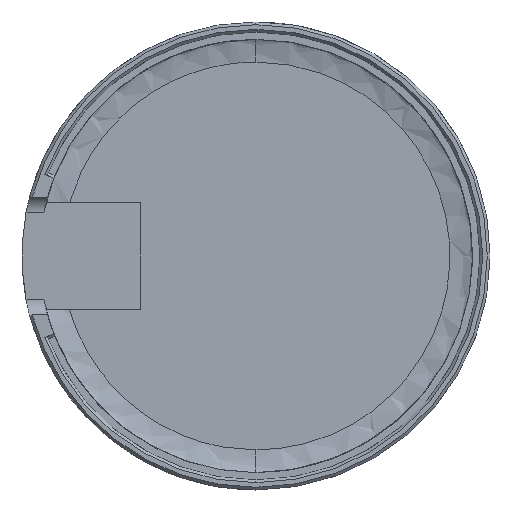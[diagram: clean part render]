
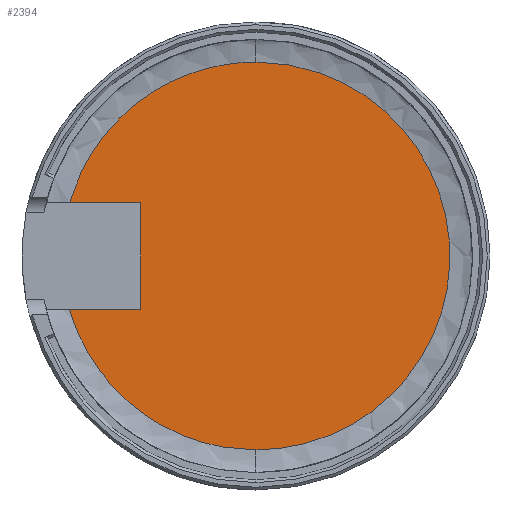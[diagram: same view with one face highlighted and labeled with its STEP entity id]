
A CAD part, front view. The second image highlights one B-rep face of the part: STEP entity #2394.
In plain terms, the highlighted planar face has unit normal (0, -1, 0).
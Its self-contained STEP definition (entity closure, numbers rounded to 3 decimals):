
#31 = CARTESIAN_POINT ( 'NONE',  ( -6.08, -1.3, 13.256 ) ) ;
#36 = LINE ( 'NONE', #1102, #951 ) ;
#95 = EDGE_CURVE ( 'NONE', #477, #2353, #2256, .T. ) ;
#128 = PLANE ( 'NONE',  #967 ) ;
#137 = CARTESIAN_POINT ( 'NONE',  ( 3.795, -1.3, -14.123 ) ) ;
#227 = CARTESIAN_POINT ( 'NONE',  ( -7.479, -1.3, -12.52 ) ) ;
#244 = CARTESIAN_POINT ( 'NONE',  ( -1.56, -1.3, -14.5 ) ) ;
#280 = CARTESIAN_POINT ( 'NONE',  ( -9.971, -1.3, 10.642 ) ) ;
#313 = VERTEX_POINT ( 'NONE', #2176 ) ;
#336 = DIRECTION ( 'NONE',  ( 0., 0., 1. ) ) ;
#344 = CARTESIAN_POINT ( 'NONE',  ( 12.67, -1.3, 7.302 ) ) ;
#363 = VERTEX_POINT ( 'NONE', #2975 ) ;
#398 = CARTESIAN_POINT ( 'NONE',  ( 14.5, -1.3, 1.898 ) ) ;
#477 = VERTEX_POINT ( 'NONE', #1890 ) ;
#482 = EDGE_LOOP ( 'NONE', ( #1493, #2187, #836, #2598, #2486, #1873 ) ) ;
#540 = EDGE_CURVE ( 'NONE', #1143, #477, #1424, .T. ) ;
#608 = CARTESIAN_POINT ( 'NONE',  ( 7.302, -1.3, -12.67 ) ) ;
#719 = VECTOR ( 'NONE', #826, 1000. ) ;
#826 = DIRECTION ( 'NONE',  ( 0., 0., 1. ) ) ;
#836 = ORIENTED_EDGE ( 'NONE', *, *, #999, .F. ) ;
#869 = CARTESIAN_POINT ( 'NONE',  ( 11.595, -1.3, 8.911 ) ) ;
#904 = CARTESIAN_POINT ( 'NONE',  ( 0., -1.3, -14.5 ) ) ;
#951 = VECTOR ( 'NONE', #1638, 1000. ) ;
#967 = AXIS2_PLACEMENT_3D ( 'NONE', #1694, #1186, #336 ) ;
#999 = EDGE_CURVE ( 'NONE', #2353, #1665, #36, .T. ) ;
#1008 = CARTESIAN_POINT ( 'NONE',  ( -11.064, -1.3, -9.501 ) ) ;
#1084 = CARTESIAN_POINT ( 'NONE',  ( -3.12, -1.3, -14.246 ) ) ;
#1096 = CARTESIAN_POINT ( 'NONE',  ( 0., -1.3, 14.5 ) ) ;
#1102 = CARTESIAN_POINT ( 'NONE',  ( 0., -1.3, -4. ) ) ;
#1143 = VERTEX_POINT ( 'NONE', #2459 ) ;
#1186 = DIRECTION ( 'NONE',  ( 0., 1., 0. ) ) ;
#1193 = CARTESIAN_POINT ( 'NONE',  ( 1.898, -1.3, -14.5 ) ) ;
#1302 = CARTESIAN_POINT ( 'NONE',  ( -9.971, -1.3, -10.642 ) ) ;
#1424 = B_SPLINE_CURVE_WITH_KNOTS ( 'NONE', 3,
 ( #2223, #3230, #1942, #2754, #1716, #869, #344, #1993, #398, #3265, #2969, #1451, #2516, #2253, #608, #137, #1193, #904 ),
 .UNSPECIFIED., .F., .F.,
 ( 4, 2, 2, 2, 2, 2, 2, 2, 4 ),
 ( 0., 0.063, 0.125, 0.188, 0.25, 0.313, 0.375, 0.438, 0.5 ),
 .UNSPECIFIED. ) ;
#1451 = CARTESIAN_POINT ( 'NONE',  ( 12.67, -1.3, -7.302 ) ) ;
#1493 = ORIENTED_EDGE ( 'NONE', *, *, #2085, .F. ) ;
#1512 = EDGE_CURVE ( 'NONE', #1665, #363, #1865, .T. ) ;
#1514 = LINE ( 'NONE', #2143, #1864 ) ;
#1541 = CARTESIAN_POINT ( 'NONE',  ( -6.08, -1.3, -13.256 ) ) ;
#1596 = CARTESIAN_POINT ( 'NONE',  ( -13.507, -1.3, 5.5 ) ) ;
#1615 = CARTESIAN_POINT ( 'NONE',  ( -13.507, -1.3, -5.5 ) ) ;
#1638 = DIRECTION ( 'NONE',  ( 1., 0., 0. ) ) ;
#1665 = VERTEX_POINT ( 'NONE', #2957 ) ;
#1694 = CARTESIAN_POINT ( 'NONE',  ( 0., -1.3, 0. ) ) ;
#1716 = CARTESIAN_POINT ( 'NONE',  ( 8.911, -1.3, 11.595 ) ) ;
#1826 = CARTESIAN_POINT ( 'NONE',  ( -8.613, -1.3, 0. ) ) ;
#1863 = CARTESIAN_POINT ( 'NONE',  ( -13.937, -1.3, -4. ) ) ;
#1864 = VECTOR ( 'NONE', #3186, 1000. ) ;
#1865 = LINE ( 'NONE', #1826, #719 ) ;
#1873 = ORIENTED_EDGE ( 'NONE', *, *, #2793, .F. ) ;
#1878 = CARTESIAN_POINT ( 'NONE',  ( -1.56, -1.3, 14.5 ) ) ;
#1890 = CARTESIAN_POINT ( 'NONE',  ( 0., -1.3, -14.5 ) ) ;
#1942 = CARTESIAN_POINT ( 'NONE',  ( 3.795, -1.3, 14.123 ) ) ;
#1993 = CARTESIAN_POINT ( 'NONE',  ( 14.123, -1.3, 3.795 ) ) ;
#2009 = B_SPLINE_CURVE_WITH_KNOTS ( 'NONE', 3,
 ( #2367, #1596, #2871, #2413, #280, #2383, #31, #2156, #1878, #1096 ),
 .UNSPECIFIED., .F., .F.,
 ( 4, 2, 2, 2, 4 ),
 ( 0.794, 0.846, 0.897, 0.949, 1. ),
 .UNSPECIFIED. ) ;
#2085 = EDGE_CURVE ( 'NONE', #363, #313, #1514, .T. ) ;
#2143 = CARTESIAN_POINT ( 'NONE',  ( 0., -1.3, 4. ) ) ;
#2156 = CARTESIAN_POINT ( 'NONE',  ( -3.12, -1.3, 14.246 ) ) ;
#2176 = CARTESIAN_POINT ( 'NONE',  ( -13.937, -1.3, 4. ) ) ;
#2187 = ORIENTED_EDGE ( 'NONE', *, *, #1512, .F. ) ;
#2223 = CARTESIAN_POINT ( 'NONE',  ( 0., -1.3, 14.5 ) ) ;
#2231 = CARTESIAN_POINT ( 'NONE',  ( -13.937, -1.3, -4. ) ) ;
#2253 = CARTESIAN_POINT ( 'NONE',  ( 8.911, -1.3, -11.595 ) ) ;
#2256 = B_SPLINE_CURVE_WITH_KNOTS ( 'NONE', 3,
 ( #2872, #244, #1084, #1541, #227, #1302, #1008, #2601, #1615, #1863 ),
 .UNSPECIFIED., .F., .F.,
 ( 4, 2, 2, 2, 4 ),
 ( 0.5, 0.551, 0.603, 0.654, 0.706 ),
 .UNSPECIFIED. ) ;
#2353 = VERTEX_POINT ( 'NONE', #2231 ) ;
#2367 = CARTESIAN_POINT ( 'NONE',  ( -13.937, -1.3, 4. ) ) ;
#2383 = CARTESIAN_POINT ( 'NONE',  ( -7.479, -1.3, 12.52 ) ) ;
#2394 = ADVANCED_FACE ( 'NONE', ( #2778 ), #128, .F. ) ;
#2413 = CARTESIAN_POINT ( 'NONE',  ( -11.064, -1.3, 9.501 ) ) ;
#2459 = CARTESIAN_POINT ( 'NONE',  ( 0., -1.3, 14.5 ) ) ;
#2486 = ORIENTED_EDGE ( 'NONE', *, *, #540, .F. ) ;
#2516 = CARTESIAN_POINT ( 'NONE',  ( 11.595, -1.3, -8.911 ) ) ;
#2598 = ORIENTED_EDGE ( 'NONE', *, *, #95, .F. ) ;
#2601 = CARTESIAN_POINT ( 'NONE',  ( -12.832, -1.3, -6.929 ) ) ;
#2754 = CARTESIAN_POINT ( 'NONE',  ( 7.302, -1.3, 12.67 ) ) ;
#2778 = FACE_OUTER_BOUND ( 'NONE', #482, .T. ) ;
#2793 = EDGE_CURVE ( 'NONE', #313, #1143, #2009, .T. ) ;
#2871 = CARTESIAN_POINT ( 'NONE',  ( -12.832, -1.3, 6.929 ) ) ;
#2872 = CARTESIAN_POINT ( 'NONE',  ( 0., -1.3, -14.5 ) ) ;
#2957 = CARTESIAN_POINT ( 'NONE',  ( -8.613, -1.3, -4. ) ) ;
#2969 = CARTESIAN_POINT ( 'NONE',  ( 14.123, -1.3, -3.795 ) ) ;
#2975 = CARTESIAN_POINT ( 'NONE',  ( -8.613, -1.3, 4. ) ) ;
#3186 = DIRECTION ( 'NONE',  ( -1., 0., 0. ) ) ;
#3230 = CARTESIAN_POINT ( 'NONE',  ( 1.898, -1.3, 14.5 ) ) ;
#3265 = CARTESIAN_POINT ( 'NONE',  ( 14.5, -1.3, -1.898 ) ) ;
